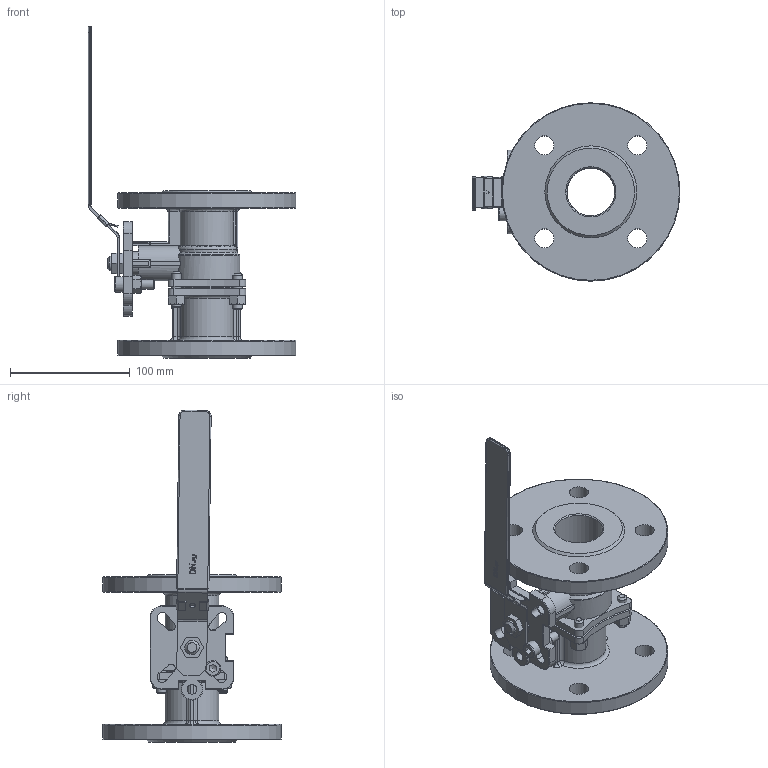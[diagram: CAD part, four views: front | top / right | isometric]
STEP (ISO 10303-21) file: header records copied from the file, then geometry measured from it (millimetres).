
FILE_DESCRIPTION(/* description */ (''),/* implementation_level */ '2;1');
FILE_NAME(/* name */ 'DN40_3D_STEP.stp',/* time_stamp */ '2023-12-14T14:36:47+03:00',/* author */ ('igorr'),/* organization */ (''),/* preprocessor_version */ 'ST-DEVELOPER v19.2',/* originating_system */ 'Autodesk Inventor 2023',/* authorisation */ '');
FILE_SCHEMA (('AUTOMOTIVE_DESIGN { 1 0 10303 214 3 1 1 }'));
Length unit declared in the file: millimetre
Products named in the file (12): Сборка; Деталь1; Деталь2; Деталь3; Деталь4; Деталь5; Деталь6; Деталь7; AS 1421 - M8 x 30 засверленный 
конец; AS 1420 - 1973 - M8 x 25; ANSI B18.2.4.2M - M8x1,25; BS 4183 - M10
Assembly tree (20 placements, depth 2):
  Сборка
    Деталь1
    Деталь2
    Деталь3
    Деталь4  x2
    Деталь5
    Деталь6
    Деталь7
    AS 1421 - M8 x 30 засверленный 
конец  x4
    ANSI B18.2.4.2M - M8x1,25  x5
    AS 1420 - 1973 - M8 x 25
    BS 4183 - M10  x2
Bounding box: 173.87 x 149 x 277.63 mm (x, y, z)
Volume: 583381.1 mm3; surface area: 181318.5 mm2
Topology: 20 solids, 20 shells, 765 faces, 1805 edges, 1101 vertices
Faces by surface type: plane 366, cylinder 190, cone 98, bspline 58, torus 38, sphere 15
Full cylindrical faces by diameter (mm): 1 x1, 5 x1, 6 x8, 6.647 x5, 8 x7, 8.376 x2, 12 x1, 13 x1, 16 x8, 20 x1, 22 x1, 23 x2, 40 x5, 43 x4, 45 x2, 50 x2, 149 x2
Entity records: 19754 total; most frequent: CARTESIAN_POINT 4770, DIRECTION 2898, ORIENTED_EDGE 2890, EDGE_CURVE 1445, AXIS2_PLACEMENT_3D 1054, VERTEX_POINT 896, LINE 790, VECTOR 790
